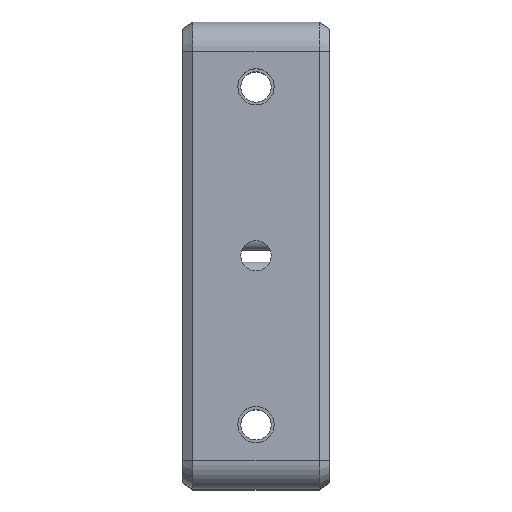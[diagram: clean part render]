
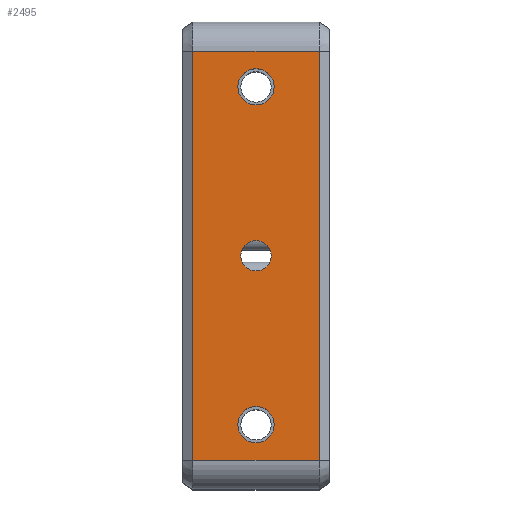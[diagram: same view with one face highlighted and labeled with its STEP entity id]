
A CAD part, top view. The second image highlights one B-rep face of the part: STEP entity #2495.
In plain terms, the highlighted planar face has unit normal (0, 0, 1).
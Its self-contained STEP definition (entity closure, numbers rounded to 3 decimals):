
#25=FACE_BOUND('',#393,.T.);
#26=FACE_BOUND('',#394,.T.);
#27=FACE_BOUND('',#395,.T.);
#125=PLANE('',#2737);
#229=FACE_OUTER_BOUND('',#392,.T.);
#392=EDGE_LOOP('',(#1957,#1958,#1959,#1960));
#393=EDGE_LOOP('',(#1961));
#394=EDGE_LOOP('',(#1962));
#395=EDGE_LOOP('',(#1963));
#559=CIRCLE('',#2738,2.6);
#560=CIRCLE('',#2739,3.1);
#561=CIRCLE('',#2740,3.1);
#719=LINE('',#4077,#929);
#732=LINE('',#4119,#942);
#733=LINE('',#4123,#943);
#734=LINE('',#4124,#944);
#929=VECTOR('',#3228,10.);
#942=VECTOR('',#3273,10.);
#943=VECTOR('',#3278,10.);
#944=VECTOR('',#3279,10.);
#1139=VERTEX_POINT('',#4061);
#1143=VERTEX_POINT('',#4073);
#1157=VERTEX_POINT('',#4118);
#1158=VERTEX_POINT('',#4122);
#1159=VERTEX_POINT('',#4125);
#1160=VERTEX_POINT('',#4127);
#1161=VERTEX_POINT('',#4129);
#1420=EDGE_CURVE('',#1139,#1143,#719,.T.);
#1441=EDGE_CURVE('',#1143,#1157,#732,.T.);
#1443=EDGE_CURVE('',#1158,#1139,#733,.T.);
#1444=EDGE_CURVE('',#1157,#1158,#734,.T.);
#1445=EDGE_CURVE('',#1159,#1159,#559,.T.);
#1446=EDGE_CURVE('',#1160,#1160,#560,.T.);
#1447=EDGE_CURVE('',#1161,#1161,#561,.T.);
#1957=ORIENTED_EDGE('',*,*,#1420,.F.);
#1958=ORIENTED_EDGE('',*,*,#1443,.F.);
#1959=ORIENTED_EDGE('',*,*,#1444,.F.);
#1960=ORIENTED_EDGE('',*,*,#1441,.F.);
#1961=ORIENTED_EDGE('',*,*,#1445,.T.);
#1962=ORIENTED_EDGE('',*,*,#1446,.T.);
#1963=ORIENTED_EDGE('',*,*,#1447,.T.);
#2495=ADVANCED_FACE('',(#229,#25,#26,#27),#125,.T.);
#2737=AXIS2_PLACEMENT_3D('',#4121,#3276,#3277);
#2738=AXIS2_PLACEMENT_3D('',#4126,#3280,#3281);
#2739=AXIS2_PLACEMENT_3D('',#4128,#3282,#3283);
#2740=AXIS2_PLACEMENT_3D('',#4130,#3284,#3285);
#3228=DIRECTION('',(0.,1.,0.));
#3273=DIRECTION('',(1.,0.,0.));
#3276=DIRECTION('center_axis',(0.,0.,1.));
#3277=DIRECTION('ref_axis',(0.,-1.,0.));
#3278=DIRECTION('',(-1.,0.,0.));
#3279=DIRECTION('',(0.,-1.,0.));
#3280=DIRECTION('center_axis',(0.,0.,-1.));
#3281=DIRECTION('ref_axis',(-1.,0.,0.));
#3282=DIRECTION('center_axis',(0.,0.,-1.));
#3283=DIRECTION('ref_axis',(-1.,0.,0.));
#3284=DIRECTION('center_axis',(0.,0.,-1.));
#3285=DIRECTION('ref_axis',(-1.,0.,0.));
#4061=CARTESIAN_POINT('',(1.714,-35.,32.8));
#4073=CARTESIAN_POINT('',(1.714,35.,32.8));
#4077=CARTESIAN_POINT('',(1.714,20.,32.8));
#4118=CARTESIAN_POINT('',(23.286,35.,32.8));
#4119=CARTESIAN_POINT('',(0.,35.,32.8));
#4121=CARTESIAN_POINT('Origin',(0.,40.,32.8));
#4122=CARTESIAN_POINT('',(23.286,-35.,32.8));
#4123=CARTESIAN_POINT('',(0.,-35.,32.8));
#4124=CARTESIAN_POINT('',(23.286,20.,32.8));
#4125=CARTESIAN_POINT('',(15.1,0.,32.8));
#4126=CARTESIAN_POINT('Origin',(12.5,0.,32.8));
#4127=CARTESIAN_POINT('',(15.6,-28.896,32.8));
#4128=CARTESIAN_POINT('Origin',(12.5,-28.896,32.8));
#4129=CARTESIAN_POINT('',(15.6,28.896,32.8));
#4130=CARTESIAN_POINT('Origin',(12.5,28.896,32.8));
